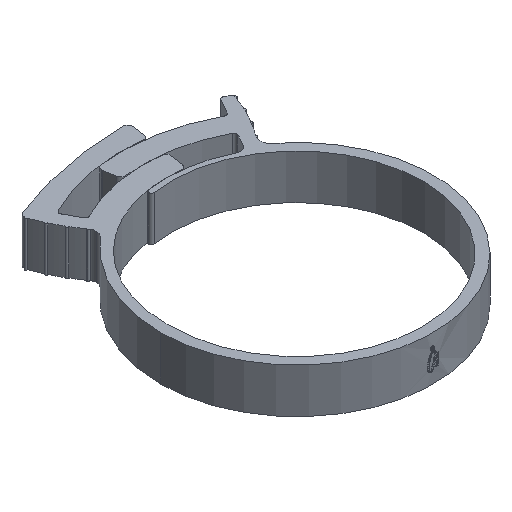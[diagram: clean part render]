
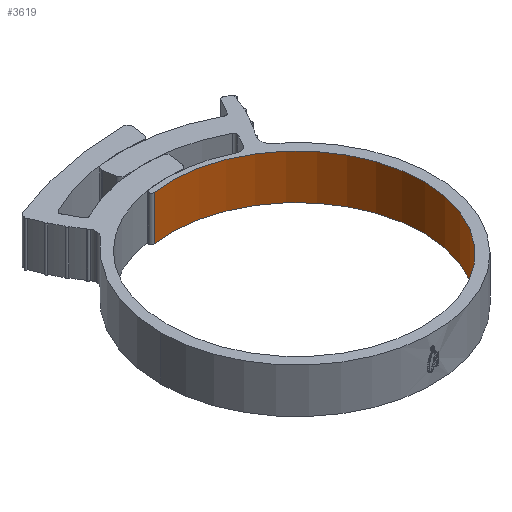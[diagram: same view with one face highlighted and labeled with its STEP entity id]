
A CAD part, isometric view. The second image highlights one B-rep face of the part: STEP entity #3619.
In plain terms, the highlighted cylindrical face has radius 25.1 mm (diameter 50.2 mm), a partial arc.
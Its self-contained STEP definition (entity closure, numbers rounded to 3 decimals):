
#146 = VERTEX_POINT ( 'NONE', #559 ) ;
#227 = DIRECTION ( 'NONE',  ( -1., 0., 0. ) ) ;
#234 = EDGE_LOOP ( 'NONE', ( #4974, #3108, #3748, #3224 ) ) ;
#340 = CARTESIAN_POINT ( 'NONE',  ( -25.1, 0., 4.45 ) ) ;
#559 = CARTESIAN_POINT ( 'NONE',  ( -25.1, 0., -4.45 ) ) ;
#579 = EDGE_CURVE ( 'NONE', #3003, #1017, #6463, .T. ) ;
#1017 = VERTEX_POINT ( 'NONE', #6173 ) ;
#1022 = AXIS2_PLACEMENT_3D ( 'NONE', #3443, #1460, #5514 ) ;
#1137 = CARTESIAN_POINT ( 'NONE',  ( -25.1, 0., 4.45 ) ) ;
#1367 = DIRECTION ( 'NONE',  ( 0., 0., -1. ) ) ;
#1457 = AXIS2_PLACEMENT_3D ( 'NONE', #4817, #5772, #227 ) ;
#1460 = DIRECTION ( 'NONE',  ( 0., 0., -1. ) ) ;
#1569 = EDGE_CURVE ( 'NONE', #1017, #146, #2502, .T. ) ;
#1664 = CIRCLE ( 'NONE', #1457, 25.1 ) ;
#2211 = VERTEX_POINT ( 'NONE', #1137 ) ;
#2343 = LINE ( 'NONE', #340, #3401 ) ;
#2502 = CIRCLE ( 'NONE', #1022, 25.1 ) ;
#2506 = FACE_OUTER_BOUND ( 'NONE', #234, .T. ) ;
#3003 = VERTEX_POINT ( 'NONE', #3951 ) ;
#3054 = CYLINDRICAL_SURFACE ( 'NONE', #4238, 25.1 ) ;
#3108 = ORIENTED_EDGE ( 'NONE', *, *, #5478, .F. ) ;
#3224 = ORIENTED_EDGE ( 'NONE', *, *, #579, .T. ) ;
#3401 = VECTOR ( 'NONE', #4406, 1000. ) ;
#3443 = CARTESIAN_POINT ( 'NONE',  ( 0., 0., -4.45 ) ) ;
#3619 = ADVANCED_FACE ( 'NONE', ( #2506 ), #3054, .F. ) ;
#3748 = ORIENTED_EDGE ( 'NONE', *, *, #4122, .F. ) ;
#3951 = CARTESIAN_POINT ( 'NONE',  ( -3.65, 24.833, 4.45 ) ) ;
#4122 = EDGE_CURVE ( 'NONE', #3003, #2211, #1664, .T. ) ;
#4238 = AXIS2_PLACEMENT_3D ( 'NONE', #5180, #6580, #4573 ) ;
#4406 = DIRECTION ( 'NONE',  ( 0., 0., -1. ) ) ;
#4573 = DIRECTION ( 'NONE',  ( -1., 0., 0. ) ) ;
#4817 = CARTESIAN_POINT ( 'NONE',  ( 0., 0., 4.45 ) ) ;
#4974 = ORIENTED_EDGE ( 'NONE', *, *, #1569, .T. ) ;
#5013 = CARTESIAN_POINT ( 'NONE',  ( -3.65, 24.833, 4.45 ) ) ;
#5180 = CARTESIAN_POINT ( 'NONE',  ( 0., 0., 4.45 ) ) ;
#5478 = EDGE_CURVE ( 'NONE', #2211, #146, #2343, .T. ) ;
#5514 = DIRECTION ( 'NONE',  ( -1., 0., 0. ) ) ;
#5772 = DIRECTION ( 'NONE',  ( 0., 0., -1. ) ) ;
#6173 = CARTESIAN_POINT ( 'NONE',  ( -3.65, 24.833, -4.45 ) ) ;
#6463 = LINE ( 'NONE', #5013, #6539 ) ;
#6539 = VECTOR ( 'NONE', #1367, 1000. ) ;
#6580 = DIRECTION ( 'NONE',  ( 0., 0., -1. ) ) ;
